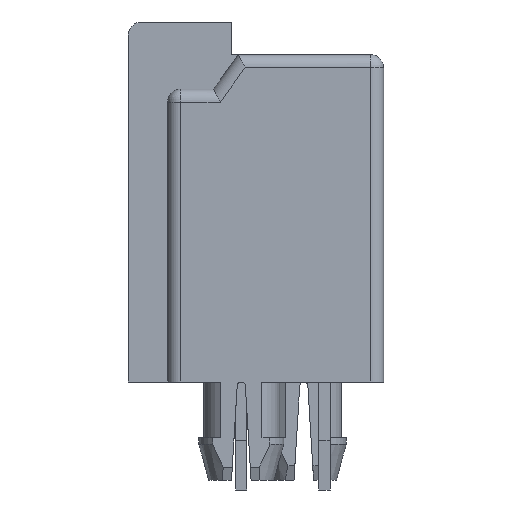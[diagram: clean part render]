
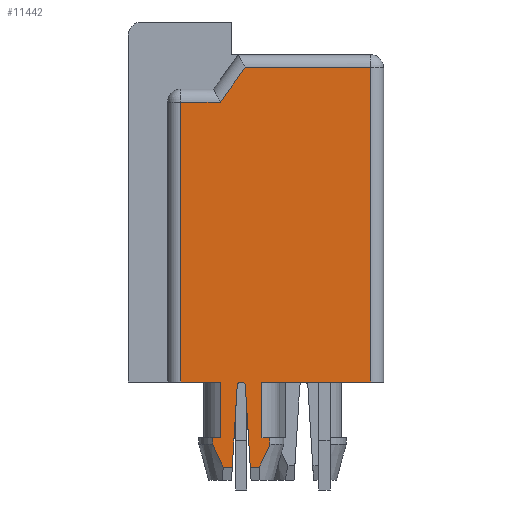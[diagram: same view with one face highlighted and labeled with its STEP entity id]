
A CAD part, left-side view. The second image highlights one B-rep face of the part: STEP entity #11442.
In plain terms, the highlighted planar face has unit normal (-1, 0, 0).
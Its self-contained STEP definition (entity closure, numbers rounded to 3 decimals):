
#2977=DIRECTION('',(0.,-1.,0.));
#2978=VECTOR('',#2977,3.317);
#2979=CARTESIAN_POINT('',(-5.85,3.717,
-11.));
#2980=LINE('',#2979,#2978);
#3019=DIRECTION('',(0.,0.588,-0.809));
#3020=VECTOR('',#3019,1.298);
#3021=CARTESIAN_POINT('',(-5.85,4.233,
-1.4));
#3022=LINE('',#3021,#3020);
#3023=DIRECTION('',(0.,1.,0.));
#3024=VECTOR('',#3023,0.28);
#3025=CARTESIAN_POINT('',(-5.85,3.795,
-13.6));
#3026=LINE('',#3025,#3024);
#3027=DIRECTION('',(0.,-0.061,-0.998));
#3028=VECTOR('',#3027,2.488);
#3029=CARTESIAN_POINT('',(-5.85,4.226,-11.116));
#3030=LINE('',#3029,#3028);
#3031=CARTESIAN_POINT('',(-5.85,4.35,-11.124));
#3032=DIRECTION('',(1.,0.,0.));
#3033=DIRECTION('',(0.,0.998,0.061));
#3034=AXIS2_PLACEMENT_3D('',#3031,#3032,#3033);
#3036=DIRECTION('',(0.,-0.061,0.998));
#3037=VECTOR('',#3036,2.488);
#3038=CARTESIAN_POINT('',(-5.85,4.626,-13.6));
#3039=LINE('',#3038,#3037);
#3040=DIRECTION('',(0.,-1.,0.));
#3041=VECTOR('',#3040,1.217);
#3042=CARTESIAN_POINT('',(-5.85,6.2,-11.));
#3043=LINE('',#3042,#3041);
#3044=DIRECTION('',(0.,-1.,0.));
#3045=VECTOR('',#3044,1.204);
#3046=CARTESIAN_POINT('',(-5.85,6.2,-2.45));
#3047=LINE('',#3046,#3045);
#3068=DIRECTION('',(0.,1.,0.));
#3069=VECTOR('',#3068,3.833);
#3070=CARTESIAN_POINT('',(-5.85,0.4,-1.4));
#3071=LINE('',#3070,#3069);
#3103=DIRECTION('',(0.,0.,-1.));
#3104=VECTOR('',#3103,9.6);
#3105=CARTESIAN_POINT('',(-5.85,0.4,-1.4));
#3106=LINE('',#3105,#3104);
#4094=CARTESIAN_POINT('',(-5.85,4.905,
-13.6));
#4095=CARTESIAN_POINT('',(-5.85,4.941,
-13.534));
#4096=CARTESIAN_POINT('',(-5.85,5.012,
-13.395));
#4097=CARTESIAN_POINT('',(-5.85,5.119,
-13.161));
#4098=CARTESIAN_POINT('',(-5.85,5.19,
-12.99));
#4099=CARTESIAN_POINT('',(-5.85,5.227,
-12.9));
#4117=DIRECTION('',(0.,0.,-1.));
#4118=VECTOR('',#4117,0.2);
#4119=CARTESIAN_POINT('',(-5.85,5.227,
-12.7));
#4120=LINE('',#4119,#4118);
#4135=DIRECTION('',(0.,1.,0.));
#4136=VECTOR('',#4135,0.243);
#4137=CARTESIAN_POINT('',(-5.85,4.983,
-12.7));
#4138=LINE('',#4137,#4136);
#4143=DIRECTION('',(0.,0.,-1.));
#4144=VECTOR('',#4143,1.7);
#4145=CARTESIAN_POINT('',(-5.85,4.983,
-11.));
#4146=LINE('',#4145,#4144);
#4155=DIRECTION('',(0.,-1.,0.));
#4156=VECTOR('',#4155,0.28);
#4157=CARTESIAN_POINT('',(-5.85,4.905,
-13.6));
#4158=LINE('',#4157,#4156);
#4183=CARTESIAN_POINT('',(-5.85,3.473,
-12.9));
#4184=CARTESIAN_POINT('',(-5.85,3.51,
-12.989));
#4185=CARTESIAN_POINT('',(-5.85,3.581,
-13.16));
#4186=CARTESIAN_POINT('',(-5.85,3.688,
-13.394));
#4187=CARTESIAN_POINT('',(-5.85,3.759,
-13.534));
#4188=CARTESIAN_POINT('',(-5.85,3.795,
-13.6));
#4224=DIRECTION('',(0.,0.,1.));
#4225=VECTOR('',#4224,0.2);
#4226=CARTESIAN_POINT('',(-5.85,3.473,
-12.9));
#4227=LINE('',#4226,#4225);
#4242=DIRECTION('',(0.,1.,0.));
#4243=VECTOR('',#4242,0.243);
#4244=CARTESIAN_POINT('',(-5.85,3.473,
-12.7));
#4245=LINE('',#4244,#4243);
#4250=DIRECTION('',(0.,0.,1.));
#4251=VECTOR('',#4250,1.7);
#4252=CARTESIAN_POINT('',(-5.85,3.717,
-12.7));
#4253=LINE('',#4252,#4251);
#4996=DIRECTION('',(0.,0.,1.));
#4997=VECTOR('',#4996,8.55);
#4998=CARTESIAN_POINT('',(-5.85,6.2,-11.));
#4999=LINE('',#4998,#4997);
#5807=CARTESIAN_POINT('',(-5.85,4.983,-11.));
#5808=VERTEX_POINT('',#5807);
#5809=CARTESIAN_POINT('',(-5.85,6.2,-11.));
#5810=VERTEX_POINT('',#5809);
#6076=CARTESIAN_POINT('',(-5.85,4.074,-13.6));
#6077=VERTEX_POINT('',#6076);
#6078=CARTESIAN_POINT('',(-5.85,3.795,
-13.6));
#6079=VERTEX_POINT('',#6078);
#6085=CARTESIAN_POINT('',(-5.85,5.227,-12.9));
#6086=VERTEX_POINT('',#6085);
#6087=VERTEX_POINT('',#4094);
#6091=VERTEX_POINT('',#4183);
#6116=CARTESIAN_POINT('',(-5.85,6.2,-2.45));
#6117=CARTESIAN_POINT('',(-5.85,4.996,
-2.45));
#6118=VERTEX_POINT('',#6116);
#6119=VERTEX_POINT('',#6117);
#6120=CARTESIAN_POINT('',(-5.85,4.233,
-1.4));
#6121=VERTEX_POINT('',#6120);
#6122=CARTESIAN_POINT('',(-5.85,0.4,-1.4));
#6123=VERTEX_POINT('',#6122);
#6124=CARTESIAN_POINT('',(-5.85,0.4,-11.));
#6125=VERTEX_POINT('',#6124);
#6126=CARTESIAN_POINT('',(-5.85,3.717,
-11.));
#6127=VERTEX_POINT('',#6126);
#6128=CARTESIAN_POINT('',(-5.85,3.717,
-12.7));
#6129=VERTEX_POINT('',#6128);
#6130=CARTESIAN_POINT('',(-5.85,3.473,
-12.7));
#6131=VERTEX_POINT('',#6130);
#6132=CARTESIAN_POINT('',(-5.85,4.226,-11.116));
#6133=VERTEX_POINT('',#6132);
#6134=CARTESIAN_POINT('',(-5.85,4.474,-11.116));
#6135=VERTEX_POINT('',#6134);
#6136=CARTESIAN_POINT('',(-5.85,4.626,-13.6));
#6137=VERTEX_POINT('',#6136);
#6138=CARTESIAN_POINT('',(-5.85,5.227,
-12.7));
#6139=VERTEX_POINT('',#6138);
#6140=CARTESIAN_POINT('',(-5.85,4.983,
-12.7));
#6141=VERTEX_POINT('',#6140);
#11396=CARTESIAN_POINT('',(-5.85,3.3,-7.5));
#11397=DIRECTION('',(1.,0.,0.));
#11398=DIRECTION('',(0.,0.,1.));
#11399=AXIS2_PLACEMENT_3D('',#11396,#11397,#11398);
#11400=PLANE('',#11399);
#11402=ORIENTED_EDGE('',*,*,#11401,.T.);
#11404=ORIENTED_EDGE('',*,*,#11403,.F.);
#11406=ORIENTED_EDGE('',*,*,#11405,.F.);
#11408=ORIENTED_EDGE('',*,*,#11407,.T.);
#11409=ORIENTED_EDGE('',*,*,#11375,.F.);
#11411=ORIENTED_EDGE('',*,*,#11410,.F.);
#11413=ORIENTED_EDGE('',*,*,#11412,.F.);
#11415=ORIENTED_EDGE('',*,*,#11414,.F.);
#11417=ORIENTED_EDGE('',*,*,#11416,.T.);
#11419=ORIENTED_EDGE('',*,*,#11418,.T.);
#11421=ORIENTED_EDGE('',*,*,#11420,.F.);
#11423=ORIENTED_EDGE('',*,*,#11422,.F.);
#11425=ORIENTED_EDGE('',*,*,#11424,.F.);
#11427=ORIENTED_EDGE('',*,*,#11426,.F.);
#11429=ORIENTED_EDGE('',*,*,#11428,.T.);
#11431=ORIENTED_EDGE('',*,*,#11430,.F.);
#11433=ORIENTED_EDGE('',*,*,#11432,.F.);
#11435=ORIENTED_EDGE('',*,*,#11434,.F.);
#11437=ORIENTED_EDGE('',*,*,#11436,.F.);
#11439=ORIENTED_EDGE('',*,*,#11438,.T.);
#11440=EDGE_LOOP('',(#11402,#11404,#11406,#11408,#11409,#11411,#11413,#11415,
#11417,#11419,#11421,#11423,#11425,#11427,#11429,#11431,#11433,#11435,#11437,
#11439));
#11441=FACE_OUTER_BOUND('',#11440,.F.);
#3035=CIRCLE('',#3034,0.124);
#4100=B_SPLINE_CURVE_WITH_KNOTS('',3,(#4094,#4095,#4096,#4097,#4098,#4099),
.UNSPECIFIED.,.F.,.F.,(4,1,1,4),(0.,0.333,0.667,1.),
.UNSPECIFIED.);
#4189=B_SPLINE_CURVE_WITH_KNOTS('',3,(#4183,#4184,#4185,#4186,#4187,#4188),
.UNSPECIFIED.,.F.,.F.,(4,1,1,4),(0.,0.333,0.667,1.),
.UNSPECIFIED.);
#11375=EDGE_CURVE('',#6127,#6125,#2980,.T.);
#11401=EDGE_CURVE('',#6118,#6119,#3047,.T.);
#11403=EDGE_CURVE('',#6121,#6119,#3022,.T.);
#11405=EDGE_CURVE('',#6123,#6121,#3071,.T.);
#11407=EDGE_CURVE('',#6123,#6125,#3106,.T.);
#11410=EDGE_CURVE('',#6129,#6127,#4253,.T.);
#11412=EDGE_CURVE('',#6131,#6129,#4245,.T.);
#11414=EDGE_CURVE('',#6091,#6131,#4227,.T.);
#11416=EDGE_CURVE('',#6091,#6079,#4189,.T.);
#11418=EDGE_CURVE('',#6079,#6077,#3026,.T.);
#11420=EDGE_CURVE('',#6133,#6077,#3030,.T.);
#11422=EDGE_CURVE('',#6135,#6133,#3035,.T.);
#11424=EDGE_CURVE('',#6137,#6135,#3039,.T.);
#11426=EDGE_CURVE('',#6087,#6137,#4158,.T.);
#11428=EDGE_CURVE('',#6087,#6086,#4100,.T.);
#11430=EDGE_CURVE('',#6139,#6086,#4120,.T.);
#11432=EDGE_CURVE('',#6141,#6139,#4138,.T.);
#11434=EDGE_CURVE('',#5808,#6141,#4146,.T.);
#11436=EDGE_CURVE('',#5810,#5808,#3043,.T.);
#11438=EDGE_CURVE('',#5810,#6118,#4999,.T.);
#11442=ADVANCED_FACE('',(#11441),#11400,.F.);
